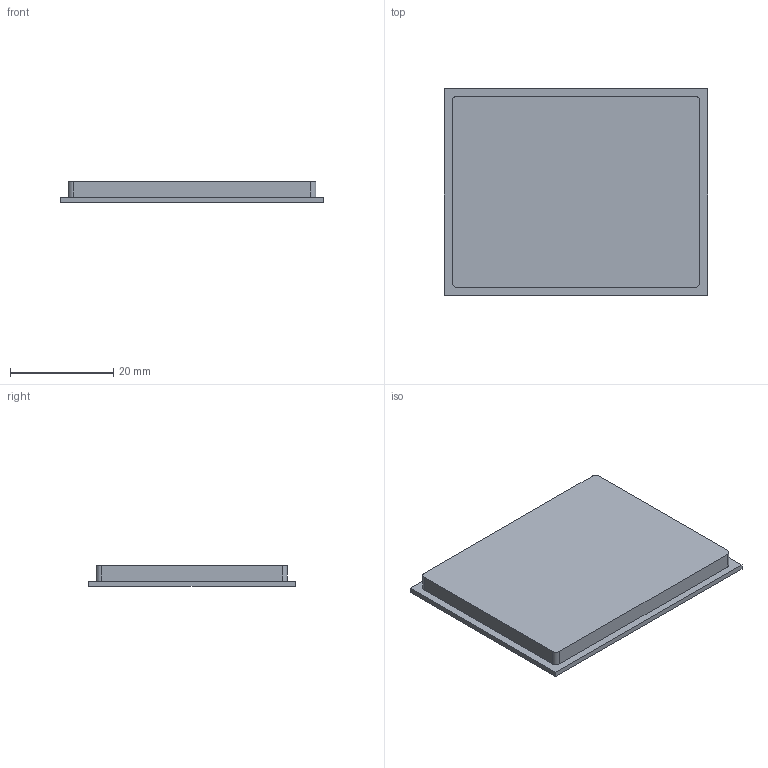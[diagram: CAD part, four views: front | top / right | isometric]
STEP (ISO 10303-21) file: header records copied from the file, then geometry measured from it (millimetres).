
FILE_DESCRIPTION(('FreeCAD Model'),'2;1');
FILE_NAME('Open CASCADE Shape Model','2023-10-18T17:29:56',(''),(''), 'Open CASCADE STEP processor 7.6','FreeCAD','Unknown');
FILE_SCHEMA(('AUTOMOTIVE_DESIGN { 1 0 10303 214 1 1 1 1 }'));
Length unit declared in the file: millimetre
Products named in the file (1): Body
Bounding box: 51 x 40 x 4 mm (x, y, z)
Volume: 7379.8 mm3; surface area: 4767.4 mm2
Topology: 1 solids, 1 shells, 15 faces, 36 edges, 24 vertices
Faces by surface type: plane 11, cylinder 4
Entity records: 460 total; most frequent: CARTESIAN_POINT 76, DIRECTION 76, ORIENTED_EDGE 72, EDGE_CURVE 36, LINE 28, VECTOR 28, AXIS2_PLACEMENT_3D 24, VERTEX_POINT 24
